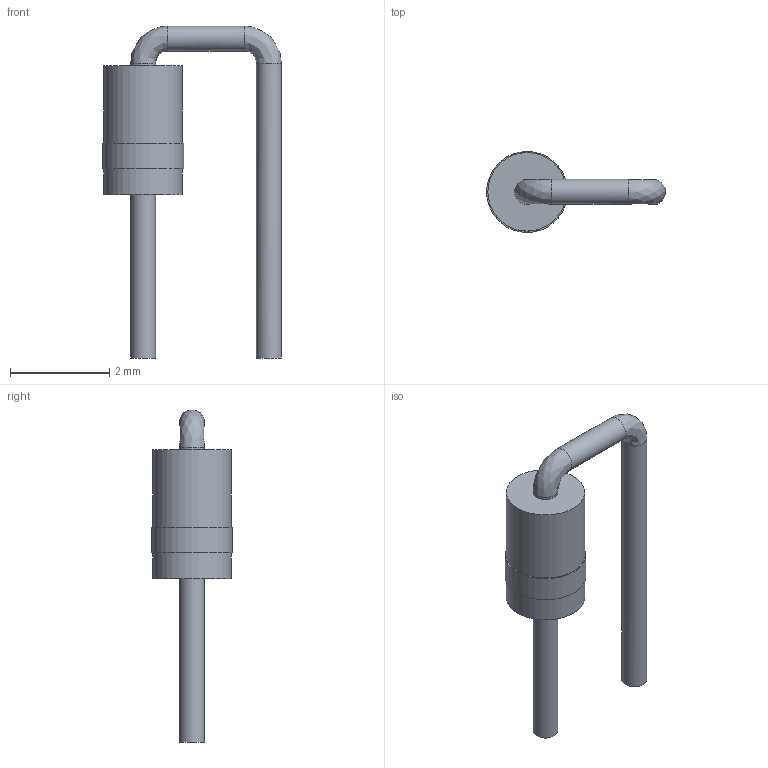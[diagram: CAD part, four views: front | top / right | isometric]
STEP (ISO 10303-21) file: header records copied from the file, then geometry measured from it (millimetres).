
FILE_DESCRIPTION(('Open CASCADE Model'),'2;1');
FILE_NAME('Open CASCADE Shape Model','2023-09-10T11:30:15',('Author'),('Open CASCADE'),'Open CASCADE STEP processor 7.7','Open CASCADE 7.7','Unknown');
FILE_SCHEMA(('AUTOMOTIVE_DESIGN { 1 0 10303 214 1 1 1 1 }'));
Length unit declared in the file: millimetre
Products named in the file (1): Vertical, 2.54 mm
Bounding box: 3.61 x 1.64 x 6.71 mm (x, y, z)
Volume: 7.7 mm3; surface area: 36.9 mm2
Topology: 1 solids, 1 shells, 15 faces, 23 edges, 14 vertices
Faces by surface type: cylinder 7, plane 6, bspline 2
Full cylindrical faces by diameter (mm): 0.505 x4, 1.585 x2, 1.635 x1
Entity records: 350 total; most frequent: CARTESIAN_POINT 112, ORIENTED_EDGE 41, EDGE_CURVE 23, FACE_BOUND 19, EDGE_LOOP 19, ADVANCED_FACE 15, STYLED_ITEM 15, VERTEX_POINT 14
